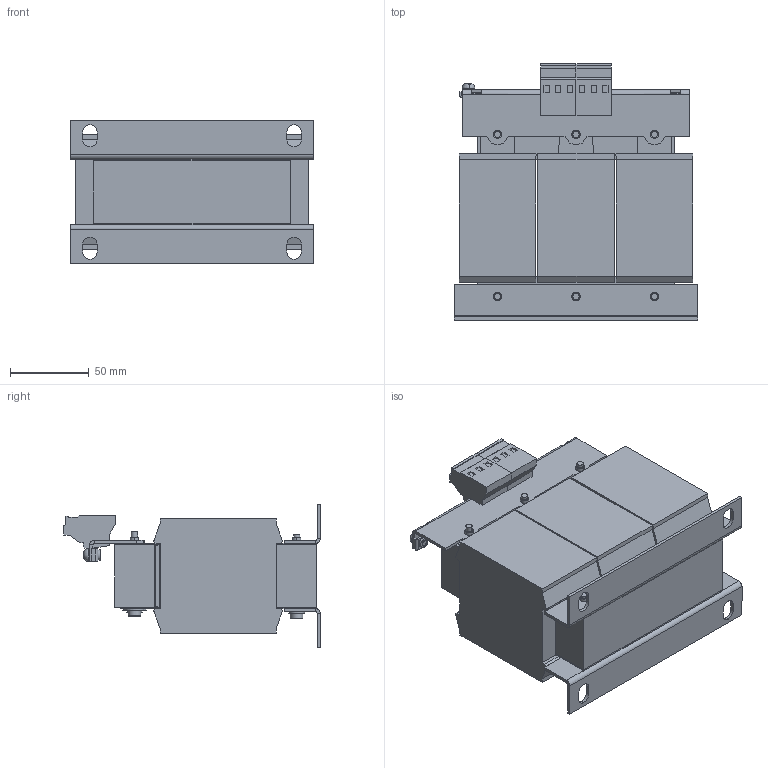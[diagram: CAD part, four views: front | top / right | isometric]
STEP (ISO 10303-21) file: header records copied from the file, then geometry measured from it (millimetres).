
FILE_DESCRIPTION (( 'STEP AP214' ), '1' );
FILE_NAME ('871263.STEP', '2025-07-24T13:19:32', ( '' ), ( '' ), 'SwSTEP 2.0', 'SolidWorks 2022', '' );
FILE_SCHEMA (( 'AUTOMOTIVE_DESIGN' ));
Length unit declared in the file: millimetre
Products named in the file (1): 871263
Bounding box: 155 x 163.3 x 91.5 mm (x, y, z)
Volume: 1150085.9 mm3; surface area: 143018.7 mm2
Topology: 1 solids, 14 shells, 623 faces, 1540 edges, 980 vertices
Faces by surface type: plane 473, cylinder 144, cone 4, torus 2
Entity records: 18314 total; most frequent: CARTESIAN_POINT 3230, DIRECTION 3082, ORIENTED_EDGE 3080, EDGE_CURVE 1540, VECTOR 1206, LINE 1206, VERTEX_POINT 980, AXIS2_PLACEMENT_3D 938
